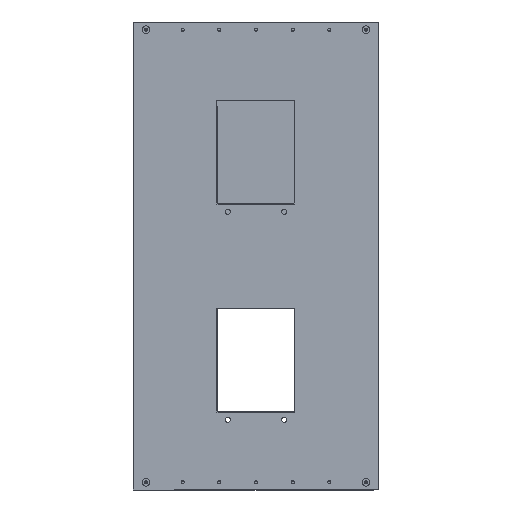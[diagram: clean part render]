
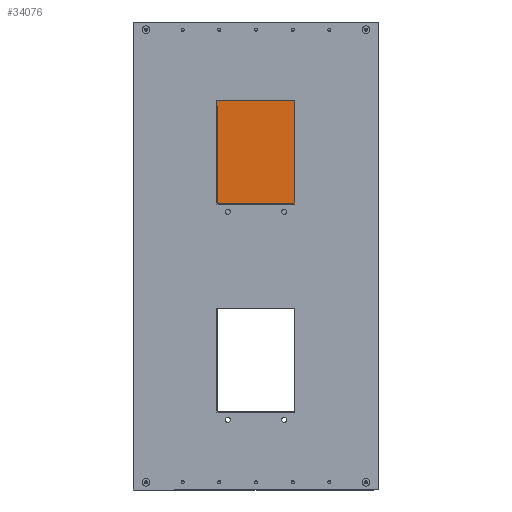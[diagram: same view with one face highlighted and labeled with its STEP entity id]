
A CAD part, left-side view. The second image highlights one B-rep face of the part: STEP entity #34076.
In plain terms, the highlighted face is planar.
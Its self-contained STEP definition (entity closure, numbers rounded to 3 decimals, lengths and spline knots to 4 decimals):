
#3456=FACE_OUTER_BOUND('',#5363,.T.);
#5363=EDGE_LOOP('',(#31605,#31606,#31607,#31608));
#10296=LINE('',#60102,#12914);
#10302=LINE('',#60114,#12920);
#10303=LINE('',#60122,#12921);
#10304=LINE('',#60123,#12922);
#12914=VECTOR('',#49281,0.3937);
#12920=VECTOR('',#49289,0.3937);
#12921=VECTOR('',#49300,0.3937);
#12922=VECTOR('',#49301,0.3937);
#16370=VERTEX_POINT('',#60099);
#16371=VERTEX_POINT('',#60101);
#16374=VERTEX_POINT('',#60108);
#16376=VERTEX_POINT('',#60112);
#21460=EDGE_CURVE('',#16370,#16371,#10296,.T.);
#21466=EDGE_CURVE('',#16374,#16376,#10302,.T.);
#21469=EDGE_CURVE('',#16370,#16374,#10303,.T.);
#21470=EDGE_CURVE('',#16371,#16376,#10304,.T.);
#31605=ORIENTED_EDGE('',*,*,#21469,.T.);
#31606=ORIENTED_EDGE('',*,*,#21466,.T.);
#31607=ORIENTED_EDGE('',*,*,#21470,.F.);
#31608=ORIENTED_EDGE('',*,*,#21460,.F.);
#32381=PLANE('',#38453);
#34076=ADVANCED_FACE('',(#3456),#32381,.T.);
#38453=AXIS2_PLACEMENT_3D('',#60121,#49298,#49299);
#49281=DIRECTION('',(0.,0.,1.));
#49289=DIRECTION('',(0.,0.,1.));
#49298=DIRECTION('center_axis',(1.,0.,0.));
#49299=DIRECTION('ref_axis',(0.,1.,0.));
#49300=DIRECTION('',(0.,1.,0.));
#49301=DIRECTION('',(0.,1.,0.));
#60099=CARTESIAN_POINT('',(-0.6112,-1.875,0.5));
#60101=CARTESIAN_POINT('',(-0.6112,-1.875,4.5));
#60102=CARTESIAN_POINT('',(-0.6112,-1.875,-0.08));
#60108=CARTESIAN_POINT('',(-0.6112,1.875,0.5));
#60112=CARTESIAN_POINT('',(-0.6112,1.875,4.5));
#60114=CARTESIAN_POINT('',(-0.6112,1.875,-0.08));
#60121=CARTESIAN_POINT('Origin',(-0.6112,-1.875,-0.08));
#60122=CARTESIAN_POINT('',(-0.6112,0.4375,0.5));
#60123=CARTESIAN_POINT('',(-0.6112,-1.875,4.5));
